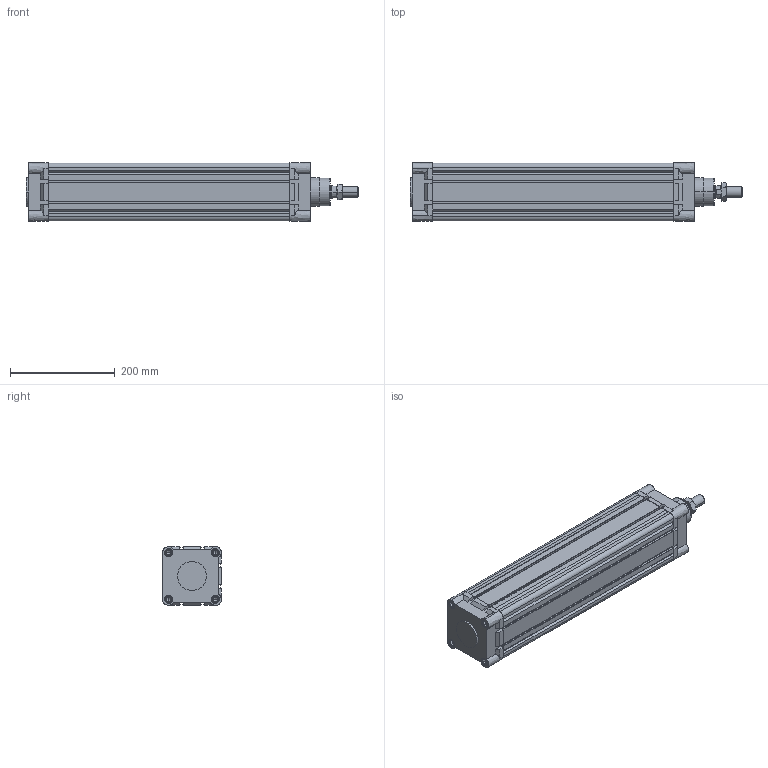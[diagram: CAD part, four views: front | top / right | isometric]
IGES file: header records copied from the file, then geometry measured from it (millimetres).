
Start section: SolidWorks IGES file using analytic representation for surfaces
Global section: file name: EC_001_100_0400.IGS; native system: SolidWorks 2013; preprocessor: SolidWorks 2013; author: jstruzik; date: 151204.122743; units: millimetre
Bounding box: 634 x 112 x 112 mm (x, y, z)
Volume: 2959605.2 mm3; surface area: 711624.6 mm2
Topology: 15 solids, 15 shells, 792 faces, 1941 edges, 1221 vertices
Faces by surface type: plane 435, revolution 344, bspline 13
